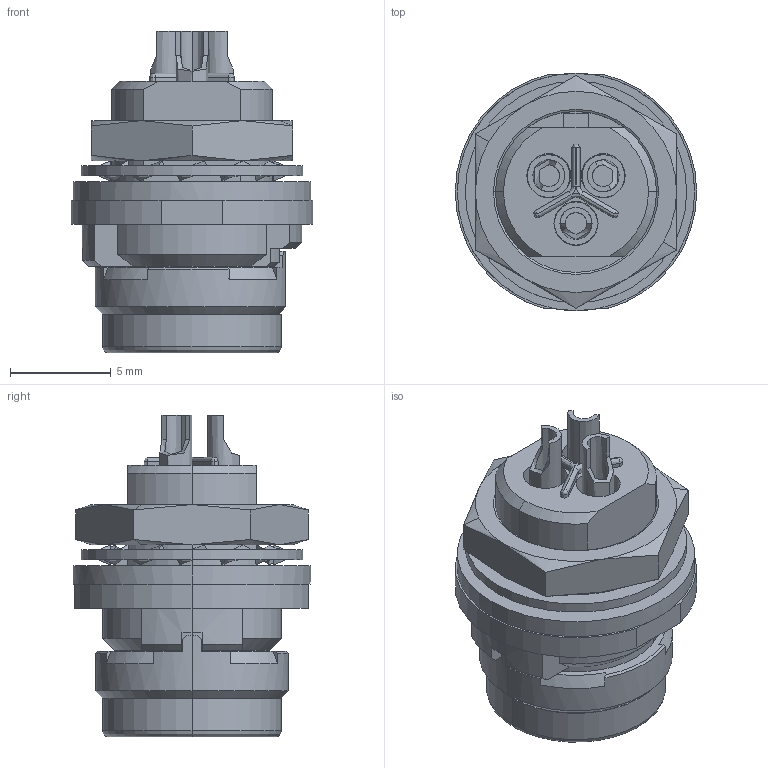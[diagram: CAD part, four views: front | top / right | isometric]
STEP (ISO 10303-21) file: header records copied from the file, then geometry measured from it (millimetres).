
FILE_DESCRIPTION(('CoCreate Modeling STEP Export'),'2;1');
FILE_NAME('HR30-6R-3P.stp','2009-05-26T 9:48:12',(''),(''),'CoCreate Modeling STEP processor for AP214 (Solid Model)','CoCreate Modeling 16.00B 02-Dec-2008 (C) Parametric Technology GmbH','');
FILE_SCHEMA(('AUTOMOTIVE_DESIGN { 1 0 10303 214 1 1 1 1 }'));
Length unit declared in the file: millimetre
Products named in the file (2): HR30-6R-3P
Assembly tree (1 placements, depth 2):
  HR30-6R-3P
    HR30-6R-3P
Bounding box: 12 x 11.8 x 16 mm (x, y, z)
Volume: 770.6 mm3; surface area: 1338.3 mm2
Topology: 1 solids, 1 shells, 327 faces, 838 edges, 528 vertices
Faces by surface type: cylinder 119, plane 100, bspline 50, cone 48, torus 10
Entity records: 13430 total; most frequent: CARTESIAN_POINT 6441, ORIENTED_EDGE 1676, DIRECTION 1113, EDGE_CURVE 838, VERTEX_POINT 528, AXIS2_PLACEMENT_3D 381, VECTOR 351, LINE 351
